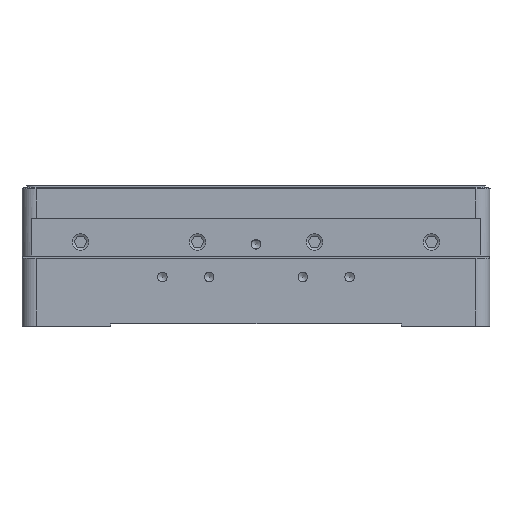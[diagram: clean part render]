
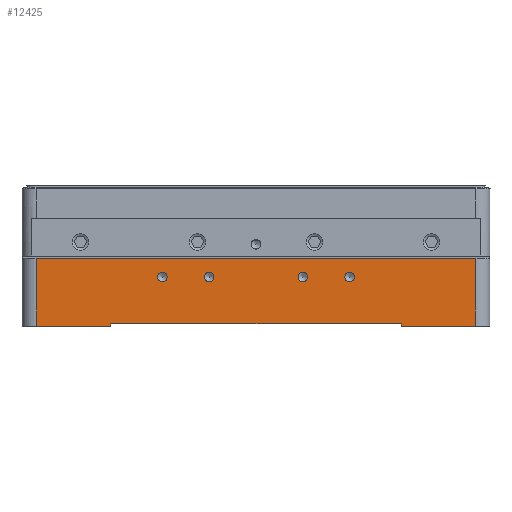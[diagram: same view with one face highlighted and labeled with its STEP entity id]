
A CAD part, front view. The second image highlights one B-rep face of the part: STEP entity #12425.
In plain terms, the highlighted planar face has unit normal (0, -1, 0).
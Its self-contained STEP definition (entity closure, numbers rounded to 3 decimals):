
#88 = ORIENTED_EDGE ( 'NONE', *, *, #7490, .T. ) ;
#457 = CARTESIAN_POINT ( 'NONE',  ( -50., -50., 0. ) ) ;
#605 = DIRECTION ( 'NONE',  ( -1., 0., 0. ) ) ;
#707 = EDGE_CURVE ( 'NONE', #13501, #5004, #6132, .T. ) ;
#740 = DIRECTION ( 'NONE',  ( -1., 0., 0. ) ) ;
#1100 = DIRECTION ( 'NONE',  ( 0., 0., -1. ) ) ;
#1220 = CARTESIAN_POINT ( 'NONE',  ( -31., -50., -14.5 ) ) ;
#1225 = CIRCLE ( 'NONE', #11269, 1.025 ) ;
#1253 = CARTESIAN_POINT ( 'NONE',  ( -20., -50., -4. ) ) ;
#1269 = EDGE_CURVE ( 'NONE', #10881, #6168, #15785, .T. ) ;
#1373 = ORIENTED_EDGE ( 'NONE', *, *, #1770, .T. ) ;
#1480 = AXIS2_PLACEMENT_3D ( 'NONE', #457, #7902, #5502 ) ;
#1526 = FACE_OUTER_BOUND ( 'NONE', #2562, .T. ) ;
#1671 = VERTEX_POINT ( 'NONE', #14046 ) ;
#1770 = EDGE_CURVE ( 'NONE', #6168, #10783, #12100, .T. ) ;
#1868 = EDGE_CURVE ( 'NONE', #6769, #6769, #1225, .T. ) ;
#2176 = ORIENTED_EDGE ( 'NONE', *, *, #12656, .T. ) ;
#2562 = EDGE_LOOP ( 'NONE', ( #14478, #3004, #2176, #11440, #1373, #88, #16281, #8576 ) ) ;
#2647 = EDGE_CURVE ( 'NONE', #14615, #14615, #11022, .T. ) ;
#2934 = FACE_BOUND ( 'NONE', #5831, .T. ) ;
#3004 = ORIENTED_EDGE ( 'NONE', *, *, #10085, .F. ) ;
#3006 = PLANE ( 'NONE',  #1480 ) ;
#3142 = VERTEX_POINT ( 'NONE', #10917 ) ;
#3262 = CARTESIAN_POINT ( 'NONE',  ( 10., -50., -4. ) ) ;
#3324 = DIRECTION ( 'NONE',  ( 0., 0., -1. ) ) ;
#3491 = CARTESIAN_POINT ( 'NONE',  ( 31., -50., 0. ) ) ;
#3812 = DIRECTION ( 'NONE',  ( 0., 0., -1. ) ) ;
#4074 = EDGE_LOOP ( 'NONE', ( #10798 ) ) ;
#4090 = FACE_BOUND ( 'NONE', #4074, .T. ) ;
#4096 = VERTEX_POINT ( 'NONE', #9149 ) ;
#4252 = LINE ( 'NONE', #13253, #13477 ) ;
#4592 = DIRECTION ( 'NONE',  ( 0., 1., 0. ) ) ;
#4742 = CIRCLE ( 'NONE', #7645, 1.025 ) ;
#4818 = LINE ( 'NONE', #3491, #9669 ) ;
#4925 = DIRECTION ( 'NONE',  ( 0., 1., 0. ) ) ;
#5004 = VERTEX_POINT ( 'NONE', #1220 ) ;
#5039 = CARTESIAN_POINT ( 'NONE',  ( 47., -50., -14.5 ) ) ;
#5502 = DIRECTION ( 'NONE',  ( 0., 0., -1. ) ) ;
#5831 = EDGE_LOOP ( 'NONE', ( #11371 ) ) ;
#6132 = LINE ( 'NONE', #13752, #13074 ) ;
#6137 = CARTESIAN_POINT ( 'NONE',  ( 31., -50., -14.5 ) ) ;
#6168 = VERTEX_POINT ( 'NONE', #5039 ) ;
#6279 = AXIS2_PLACEMENT_3D ( 'NONE', #9610, #14665, #3324 ) ;
#6319 = VERTEX_POINT ( 'NONE', #14921 ) ;
#6548 = AXIS2_PLACEMENT_3D ( 'NONE', #11049, #4925, #8405 ) ;
#6580 = FACE_BOUND ( 'NONE', #11738, .T. ) ;
#6599 = DIRECTION ( 'NONE',  ( 0., 0., 1. ) ) ;
#6769 = VERTEX_POINT ( 'NONE', #11812 ) ;
#7090 = CARTESIAN_POINT ( 'NONE',  ( 20., -50., -5.025 ) ) ;
#7304 = DIRECTION ( 'NONE',  ( 0., 0., 1. ) ) ;
#7490 = EDGE_CURVE ( 'NONE', #10783, #3142, #14388, .T. ) ;
#7645 = AXIS2_PLACEMENT_3D ( 'NONE', #3262, #4592, #16016 ) ;
#7837 = CARTESIAN_POINT ( 'NONE',  ( -31., -50., -14.5 ) ) ;
#7848 = VECTOR ( 'NONE', #7304, 1000. ) ;
#7870 = CIRCLE ( 'NONE', #6548, 1.025 ) ;
#7902 = DIRECTION ( 'NONE',  ( 0., -1., 0. ) ) ;
#8022 = EDGE_CURVE ( 'NONE', #3142, #13501, #10888, .T. ) ;
#8078 = EDGE_CURVE ( 'NONE', #4096, #4096, #7870, .T. ) ;
#8405 = DIRECTION ( 'NONE',  ( 0., 0., -1. ) ) ;
#8576 = ORIENTED_EDGE ( 'NONE', *, *, #707, .T. ) ;
#8785 = VERTEX_POINT ( 'NONE', #8873 ) ;
#8873 = CARTESIAN_POINT ( 'NONE',  ( 10., -50., -5.025 ) ) ;
#9149 = CARTESIAN_POINT ( 'NONE',  ( -10., -50., -5.025 ) ) ;
#9610 = CARTESIAN_POINT ( 'NONE',  ( 20., -50., -4. ) ) ;
#9657 = CARTESIAN_POINT ( 'NONE',  ( -50., -50., -14.5 ) ) ;
#9669 = VECTOR ( 'NONE', #1100, 1000. ) ;
#10085 = EDGE_CURVE ( 'NONE', #1671, #6319, #4252, .T. ) ;
#10477 = VECTOR ( 'NONE', #740, 1000. ) ;
#10480 = CARTESIAN_POINT ( 'NONE',  ( 47., -50., 0. ) ) ;
#10708 = EDGE_CURVE ( 'NONE', #5004, #6319, #11558, .T. ) ;
#10783 = VERTEX_POINT ( 'NONE', #11024 ) ;
#10798 = ORIENTED_EDGE ( 'NONE', *, *, #1868, .T. ) ;
#10881 = VERTEX_POINT ( 'NONE', #6137 ) ;
#10888 = LINE ( 'NONE', #16018, #14222 ) ;
#10917 = CARTESIAN_POINT ( 'NONE',  ( -47., -50., 0. ) ) ;
#11022 = CIRCLE ( 'NONE', #6279, 1.025 ) ;
#11024 = CARTESIAN_POINT ( 'NONE',  ( 47., -50., 0. ) ) ;
#11049 = CARTESIAN_POINT ( 'NONE',  ( -10., -50., -4. ) ) ;
#11269 = AXIS2_PLACEMENT_3D ( 'NONE', #1253, #13756, #3812 ) ;
#11371 = ORIENTED_EDGE ( 'NONE', *, *, #12084, .T. ) ;
#11440 = ORIENTED_EDGE ( 'NONE', *, *, #1269, .T. ) ;
#11558 = LINE ( 'NONE', #7837, #14481 ) ;
#11738 = EDGE_LOOP ( 'NONE', ( #14825 ) ) ;
#11812 = CARTESIAN_POINT ( 'NONE',  ( -20., -50., -5.025 ) ) ;
#12034 = VECTOR ( 'NONE', #14553, 1000. ) ;
#12084 = EDGE_CURVE ( 'NONE', #8785, #8785, #4742, .T. ) ;
#12100 = LINE ( 'NONE', #10480, #7848 ) ;
#12204 = DIRECTION ( 'NONE',  ( 0., 0., -1. ) ) ;
#12425 = ADVANCED_FACE ( 'NONE', ( #2934, #13103, #6580, #4090, #1526 ), #3006, .T. ) ;
#12656 = EDGE_CURVE ( 'NONE', #1671, #10881, #4818, .T. ) ;
#13059 = CARTESIAN_POINT ( 'NONE',  ( -50., -50., 0. ) ) ;
#13074 = VECTOR ( 'NONE', #14164, 1000. ) ;
#13103 = FACE_BOUND ( 'NONE', #13304, .T. ) ;
#13253 = CARTESIAN_POINT ( 'NONE',  ( 0., -50., -14. ) ) ;
#13304 = EDGE_LOOP ( 'NONE', ( #13511 ) ) ;
#13477 = VECTOR ( 'NONE', #605, 1000. ) ;
#13501 = VERTEX_POINT ( 'NONE', #16352 ) ;
#13511 = ORIENTED_EDGE ( 'NONE', *, *, #8078, .T. ) ;
#13752 = CARTESIAN_POINT ( 'NONE',  ( -50., -50., -14.5 ) ) ;
#13756 = DIRECTION ( 'NONE',  ( 0., 1., 0. ) ) ;
#14046 = CARTESIAN_POINT ( 'NONE',  ( 31., -50., -14. ) ) ;
#14164 = DIRECTION ( 'NONE',  ( 1., 0., 0. ) ) ;
#14222 = VECTOR ( 'NONE', #12204, 1000. ) ;
#14388 = LINE ( 'NONE', #13059, #10477 ) ;
#14478 = ORIENTED_EDGE ( 'NONE', *, *, #10708, .T. ) ;
#14481 = VECTOR ( 'NONE', #6599, 1000. ) ;
#14553 = DIRECTION ( 'NONE',  ( 1., 0., 0. ) ) ;
#14615 = VERTEX_POINT ( 'NONE', #7090 ) ;
#14665 = DIRECTION ( 'NONE',  ( 0., 1., 0. ) ) ;
#14825 = ORIENTED_EDGE ( 'NONE', *, *, #2647, .T. ) ;
#14921 = CARTESIAN_POINT ( 'NONE',  ( -31., -50., -14. ) ) ;
#15785 = LINE ( 'NONE', #9657, #12034 ) ;
#16016 = DIRECTION ( 'NONE',  ( 0., 0., -1. ) ) ;
#16018 = CARTESIAN_POINT ( 'NONE',  ( -47., -50., 0. ) ) ;
#16281 = ORIENTED_EDGE ( 'NONE', *, *, #8022, .T. ) ;
#16352 = CARTESIAN_POINT ( 'NONE',  ( -47., -50., -14.5 ) ) ;
